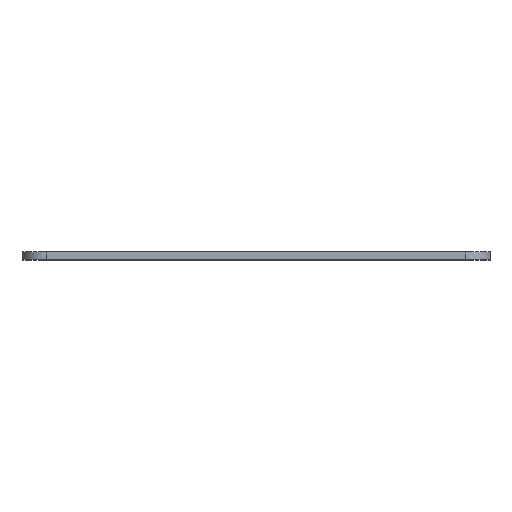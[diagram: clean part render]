
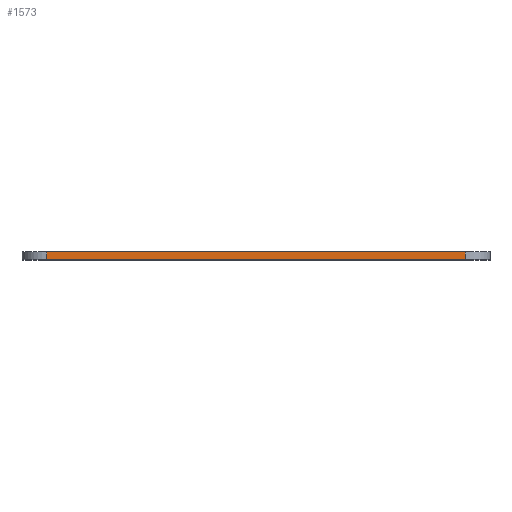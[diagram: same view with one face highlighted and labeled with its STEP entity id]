
A CAD part, top view. The second image highlights one B-rep face of the part: STEP entity #1573.
In plain terms, the highlighted planar face has unit normal (0, 0, 1).
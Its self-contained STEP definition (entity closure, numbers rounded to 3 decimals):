
#89=PLANE('',#1703);
#129=FACE_OUTER_BOUND('',#241,.T.);
#241=EDGE_LOOP('',(#1173,#1174,#1175,#1176));
#355=LINE('',#2285,#501);
#389=LINE('',#2427,#535);
#391=LINE('',#2431,#537);
#392=LINE('',#2432,#538);
#501=VECTOR('',#1831,10.);
#535=VECTOR('',#1941,10.);
#537=VECTOR('',#1945,10.);
#538=VECTOR('',#1946,10.);
#724=VERTEX_POINT('',#2282);
#725=VERTEX_POINT('',#2284);
#795=VERTEX_POINT('',#2425);
#796=VERTEX_POINT('',#2430);
#874=EDGE_CURVE('',#725,#724,#355,.T.);
#945=EDGE_CURVE('',#795,#724,#389,.T.);
#947=EDGE_CURVE('',#796,#795,#391,.T.);
#948=EDGE_CURVE('',#725,#796,#392,.T.);
#1173=ORIENTED_EDGE('',*,*,#945,.F.);
#1174=ORIENTED_EDGE('',*,*,#947,.F.);
#1175=ORIENTED_EDGE('',*,*,#948,.F.);
#1176=ORIENTED_EDGE('',*,*,#874,.T.);
#1573=ADVANCED_FACE('',(#129),#89,.T.);
#1703=AXIS2_PLACEMENT_3D('',#2429,#1943,#1944);
#1831=DIRECTION('',(1.,0.,0.));
#1941=DIRECTION('',(0.,-1.,0.));
#1943=DIRECTION('center_axis',(0.,0.,1.));
#1944=DIRECTION('ref_axis',(1.,0.,0.));
#1945=DIRECTION('',(1.,0.,0.));
#1946=DIRECTION('',(0.,1.,0.));
#2282=CARTESIAN_POINT('',(68.,0.,88.));
#2284=CARTESIAN_POINT('',(-101.655,0.,88.));
#2285=CARTESIAN_POINT('',(-111.655,0.,88.));
#2425=CARTESIAN_POINT('',(68.,3.,88.));
#2427=CARTESIAN_POINT('',(68.,0.,88.));
#2429=CARTESIAN_POINT('Origin',(-111.655,0.,88.));
#2430=CARTESIAN_POINT('',(-101.655,3.,88.));
#2431=CARTESIAN_POINT('',(-111.655,3.,88.));
#2432=CARTESIAN_POINT('',(-101.655,0.,88.));
